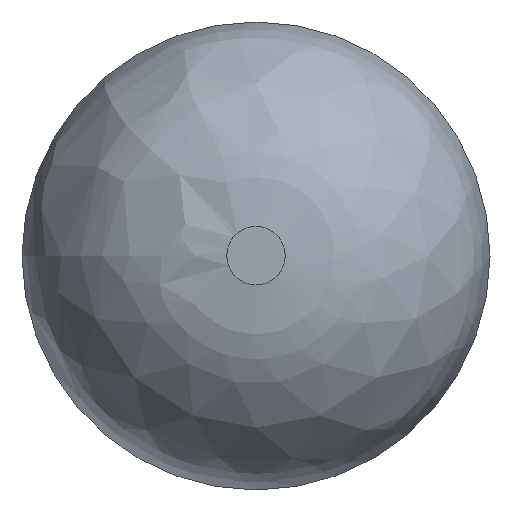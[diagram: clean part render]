
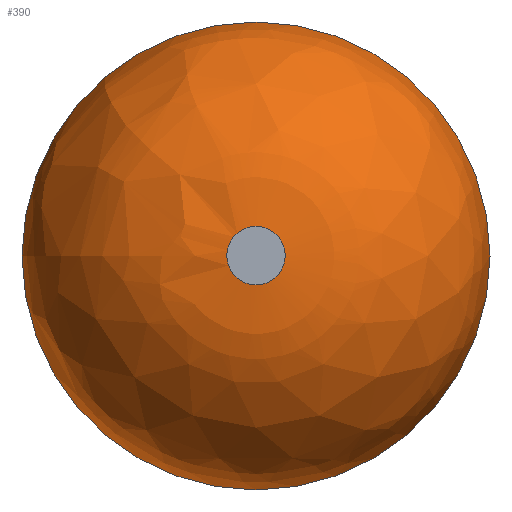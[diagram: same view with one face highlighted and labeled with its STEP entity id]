
A CAD part, top view. The second image highlights one B-rep face of the part: STEP entity #390.
In plain terms, the highlighted free-form (B-spline) face has degree [2, 2] with [3, 9] control points.
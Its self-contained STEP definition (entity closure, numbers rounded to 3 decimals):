
#79=(
BOUNDED_CURVE()
B_SPLINE_CURVE(2,(#656,#657,#658),.UNSPECIFIED.,.F.,.F.)
B_SPLINE_CURVE_WITH_KNOTS((3,3),(-1.571,-0.029),
 .UNSPECIFIED.)
CURVE()
GEOMETRIC_REPRESENTATION_ITEM()
RATIONAL_B_SPLINE_CURVE((1.,0.717,1.))
REPRESENTATION_ITEM('')
);
#80=(
BOUNDED_SURFACE()
B_SPLINE_SURFACE(2,2,((#626,#627,#628,#629,#630,#631,#632,#633,#634),(#635,
#636,#637,#638,#639,#640,#641,#642,#643),(#644,#645,#646,#647,#648,#649,
#650,#651,#652)),.UNSPECIFIED.,.F.,.T.,.F.)
B_SPLINE_SURFACE_WITH_KNOTS((3,3),(3,2,2,2,3),(0.029,1.571),
(-3.142,-1.571,0.,1.571,3.142),
 .UNSPECIFIED.)
GEOMETRIC_REPRESENTATION_ITEM()
RATIONAL_B_SPLINE_SURFACE(((1.,0.707,1.,0.707,1.,
0.707,1.,0.707,1.),(0.717,0.507,
0.717,0.507,0.717,0.507,
0.717,0.507,0.717),(1.,0.707,
1.,0.707,1.,0.707,1.,0.707,1.)))
REPRESENTATION_ITEM('')
SURFACE()
);
#85=FACE_OUTER_BOUND('',#112,.T.);
#112=EDGE_LOOP('',(#269,#270,#271,#272,#273,#274));
#139=CIRCLE('',#436,3.998);
#140=CIRCLE('',#437,3.998);
#142=CIRCLE('',#439,0.5);
#143=CIRCLE('',#440,0.5);
#169=VERTEX_POINT('',#620);
#170=VERTEX_POINT('',#621);
#172=VERTEX_POINT('',#653);
#173=VERTEX_POINT('',#654);
#207=EDGE_CURVE('',#169,#170,#139,.T.);
#208=EDGE_CURVE('',#170,#169,#140,.T.);
#210=EDGE_CURVE('',#172,#173,#142,.T.);
#211=EDGE_CURVE('',#173,#170,#79,.T.);
#212=EDGE_CURVE('',#173,#172,#143,.T.);
#269=ORIENTED_EDGE('',*,*,#210,.T.);
#270=ORIENTED_EDGE('',*,*,#211,.T.);
#271=ORIENTED_EDGE('',*,*,#207,.F.);
#272=ORIENTED_EDGE('',*,*,#208,.F.);
#273=ORIENTED_EDGE('',*,*,#211,.F.);
#274=ORIENTED_EDGE('',*,*,#212,.T.);
#390=ADVANCED_FACE('',(#85),#80,.F.);
#436=AXIS2_PLACEMENT_3D('',#622,#494,#495);
#437=AXIS2_PLACEMENT_3D('',#623,#496,#497);
#439=AXIS2_PLACEMENT_3D('',#655,#500,#501);
#440=AXIS2_PLACEMENT_3D('',#659,#502,#503);
#494=DIRECTION('center_axis',(0.,0.,-1.));
#495=DIRECTION('ref_axis',(-1.,0.,0.));
#496=DIRECTION('center_axis',(0.,0.,-1.));
#497=DIRECTION('ref_axis',(-1.,0.,0.));
#500=DIRECTION('center_axis',(0.,0.,-1.));
#501=DIRECTION('ref_axis',(-1.,0.,0.));
#502=DIRECTION('center_axis',(0.,0.,-1.));
#503=DIRECTION('ref_axis',(-1.,0.,0.));
#620=CARTESIAN_POINT('',(3.998,0.,15.103));
#621=CARTESIAN_POINT('',(-3.998,0.,15.103));
#622=CARTESIAN_POINT('Origin',(0.,0.,15.103));
#623=CARTESIAN_POINT('Origin',(0.,0.,15.103));
#626=CARTESIAN_POINT('Ctrl Pts',(-3.998,0.,15.103));
#627=CARTESIAN_POINT('Ctrl Pts',(-3.998,-3.998,15.103));
#628=CARTESIAN_POINT('Ctrl Pts',(0.,-3.998,15.103));
#629=CARTESIAN_POINT('Ctrl Pts',(3.998,-3.998,15.103));
#630=CARTESIAN_POINT('Ctrl Pts',(3.998,0.,15.103));
#631=CARTESIAN_POINT('Ctrl Pts',(3.998,3.998,15.103));
#632=CARTESIAN_POINT('Ctrl Pts',(0.,3.998,15.103));
#633=CARTESIAN_POINT('Ctrl Pts',(-3.998,3.998,15.103));
#634=CARTESIAN_POINT('Ctrl Pts',(-3.998,0.,15.103));
#635=CARTESIAN_POINT('Ctrl Pts',(-3.899,0.,18.5));
#636=CARTESIAN_POINT('Ctrl Pts',(-3.899,-3.899,18.5));
#637=CARTESIAN_POINT('Ctrl Pts',(0.,-3.899,18.5));
#638=CARTESIAN_POINT('Ctrl Pts',(3.899,-3.899,18.5));
#639=CARTESIAN_POINT('Ctrl Pts',(3.899,0.,18.5));
#640=CARTESIAN_POINT('Ctrl Pts',(3.899,3.899,18.5));
#641=CARTESIAN_POINT('Ctrl Pts',(0.,3.899,18.5));
#642=CARTESIAN_POINT('Ctrl Pts',(-3.899,3.899,18.5));
#643=CARTESIAN_POINT('Ctrl Pts',(-3.899,0.,18.5));
#644=CARTESIAN_POINT('Ctrl Pts',(-0.5,0.,18.5));
#645=CARTESIAN_POINT('Ctrl Pts',(-0.5,-0.5,18.5));
#646=CARTESIAN_POINT('Ctrl Pts',(0.,-0.5,18.5));
#647=CARTESIAN_POINT('Ctrl Pts',(0.5,-0.5,18.5));
#648=CARTESIAN_POINT('Ctrl Pts',(0.5,0.,18.5));
#649=CARTESIAN_POINT('Ctrl Pts',(0.5,0.5,18.5));
#650=CARTESIAN_POINT('Ctrl Pts',(0.,0.5,18.5));
#651=CARTESIAN_POINT('Ctrl Pts',(-0.5,0.5,18.5));
#652=CARTESIAN_POINT('Ctrl Pts',(-0.5,0.,18.5));
#653=CARTESIAN_POINT('',(0.5,0.,18.5));
#654=CARTESIAN_POINT('',(-0.5,0.,18.5));
#655=CARTESIAN_POINT('Origin',(0.,0.,18.5));
#656=CARTESIAN_POINT('Ctrl Pts',(-0.5,0.,18.5));
#657=CARTESIAN_POINT('Ctrl Pts',(-3.899,0.,18.5));
#658=CARTESIAN_POINT('Ctrl Pts',(-3.998,0.,15.103));
#659=CARTESIAN_POINT('Origin',(0.,0.,18.5));
